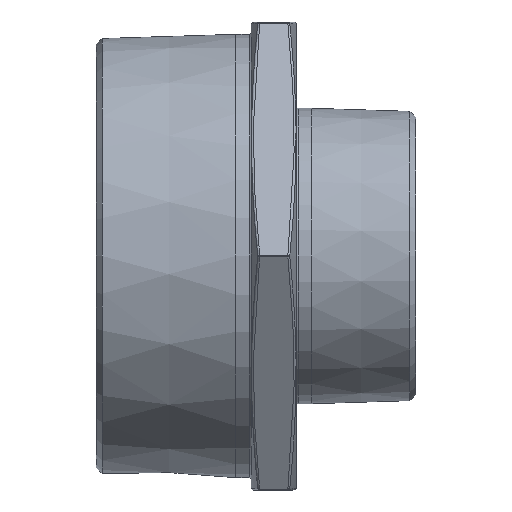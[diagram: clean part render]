
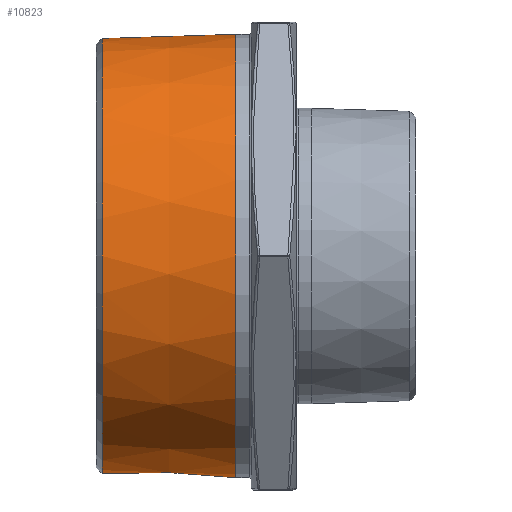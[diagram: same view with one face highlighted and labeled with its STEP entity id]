
A CAD part, front view. The second image highlights one B-rep face of the part: STEP entity #10823.
In plain terms, the highlighted conical face has half-angle 1.79 degrees and reference radius 56.515 mm.
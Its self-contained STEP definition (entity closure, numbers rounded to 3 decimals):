
#846 = FACE_BOUND ( 'NONE', #4841, .T. ) ;
#1057 = FACE_OUTER_BOUND ( 'NONE', #9314, .T. ) ;
#1245 = AXIS2_PLACEMENT_3D ( 'NONE', #2480, #3595, #13374 ) ;
#1686 = VERTEX_POINT ( 'NONE', #3719 ) ;
#1968 = DIRECTION ( 'NONE',  ( 0., 0., -1. ) ) ;
#2013 = CARTESIAN_POINT ( 'NONE',  ( 35.8, 0., 0. ) ) ;
#2480 = CARTESIAN_POINT ( 'NONE',  ( 1.527, 0., 0. ) ) ;
#3538 = EDGE_CURVE ( 'NONE', #12197, #12197, #6559, .T. ) ;
#3595 = DIRECTION ( 'NONE',  ( 1., 0., 0. ) ) ;
#3719 = CARTESIAN_POINT ( 'NONE',  ( 35.8, 0., 56.84 ) ) ;
#3939 = ORIENTED_EDGE ( 'NONE', *, *, #8137, .T. ) ;
#3995 = CONICAL_SURFACE ( 'NONE', #11317, 56.515, 0.031 ) ;
#4072 = CARTESIAN_POINT ( 'NONE',  ( 25.4, 0., 0. ) ) ;
#4841 = EDGE_LOOP ( 'NONE', ( #12244 ) ) ;
#5004 = DIRECTION ( 'NONE',  ( -1., 0., 0. ) ) ;
#6559 = CIRCLE ( 'NONE', #1245, 55.769 ) ;
#7601 = CIRCLE ( 'NONE', #8265, 56.84 ) ;
#8127 = DIRECTION ( 'NONE',  ( 0., 0., 1. ) ) ;
#8137 = EDGE_CURVE ( 'NONE', #1686, #1686, #7601, .T. ) ;
#8265 = AXIS2_PLACEMENT_3D ( 'NONE', #2013, #5004, #8127 ) ;
#9314 = EDGE_LOOP ( 'NONE', ( #3939 ) ) ;
#9413 = DIRECTION ( 'NONE',  ( 1., 0., 0. ) ) ;
#10823 = ADVANCED_FACE ( 'NONE', ( #846, #1057 ), #3995, .T. ) ;
#11317 = AXIS2_PLACEMENT_3D ( 'NONE', #4072, #9413, #1968 ) ;
#12197 = VERTEX_POINT ( 'NONE', #12265 ) ;
#12244 = ORIENTED_EDGE ( 'NONE', *, *, #3538, .T. ) ;
#12265 = CARTESIAN_POINT ( 'NONE',  ( 1.527, 0., 55.769 ) ) ;
#13374 = DIRECTION ( 'NONE',  ( 0., 0., 1. ) ) ;
